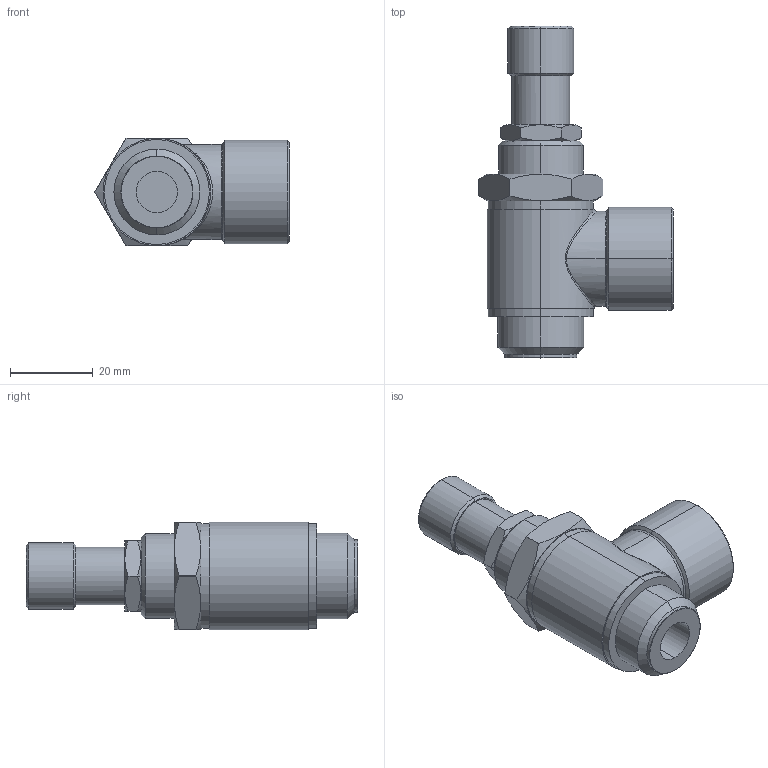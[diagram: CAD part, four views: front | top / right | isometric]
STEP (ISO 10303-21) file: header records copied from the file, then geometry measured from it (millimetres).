
FILE_DESCRIPTION (( 'STEP AP203' ), '1' );
FILE_NAME ('04300C04.STEP', '2010-04-29T14:34:37', ( '' ), ( 'sopra-pneumatic' ), 'SwSTEP 2.0', 'SolidWorks 2009', '' );
FILE_SCHEMA (( 'CONFIG_CONTROL_DESIGN' ));
Length unit declared in the file: millimetre
Products named in the file (1): 04300C04
Bounding box: 47 x 80.34 x 26 mm (x, y, z)
Volume: 33255.5 mm3; surface area: 9994.6 mm2
Topology: 1 solids, 3 shells, 91 faces, 199 edges, 124 vertices
Faces by surface type: cylinder 36, plane 27, cone 22, torus 4, bspline 2
Entity records: 4155 total; most frequent: CARTESIAN_POINT 2083, DIRECTION 433, ORIENTED_EDGE 398, EDGE_CURVE 199, AXIS2_PLACEMENT_3D 183, VERTEX_POINT 124, EDGE_LOOP 101, CIRCLE 93
